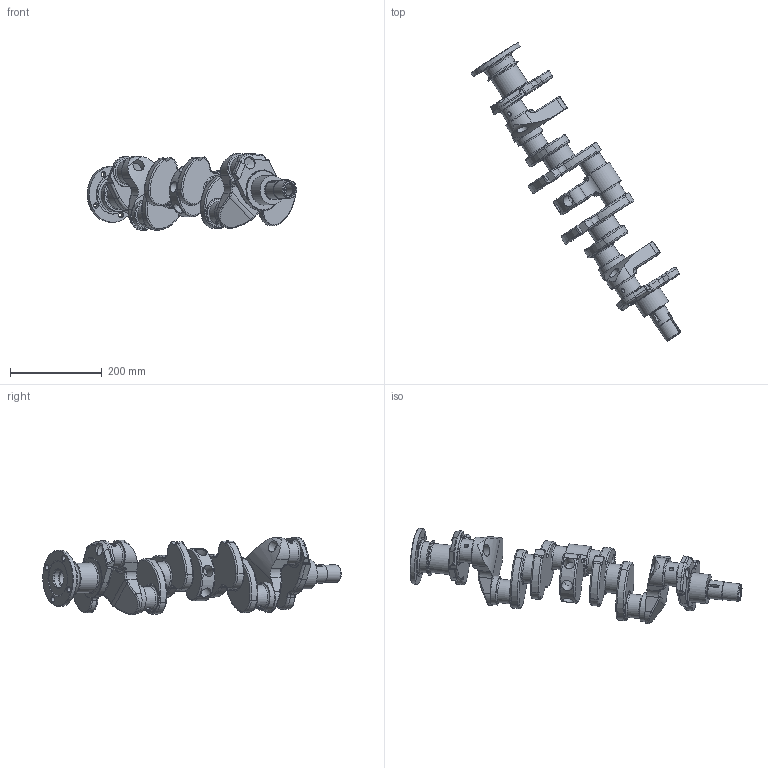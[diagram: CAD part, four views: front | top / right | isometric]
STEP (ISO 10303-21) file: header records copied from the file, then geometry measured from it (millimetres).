
FILE_DESCRIPTION(('STEP AP242'), '1');
FILE_NAME('Crankshaft_GAZ-51', '2020-03-15T12:43:32', (''), (''), 'ASCON STEP Converter 1.6', 'ASCON Math Kernel', '');
FILE_SCHEMA(('AP242_MANAGED_MODEL_BASED_3D_ENGINEERING_MIM_LF { 1 0 10303 442 1 1 4 }'));
Length unit declared in the file: millimetre
Products named in the file (2): 11-6303-ﾀ3
Assembly tree (1 placements, depth 2):
  (unnamed)
    11-6303-ﾀ3
Bounding box: 457.04 x 649.98 x 168.12 mm (x, y, z)
Volume: 3861413 mm3; surface area: 422357.8 mm2
Topology: 1 solids, 1 shells, 496 faces, 1298 edges, 811 vertices
Faces by surface type: cylinder 171, torus 133, plane 94, bspline 49, cone 47, sphere 2
Full cylindrical faces by diameter (mm): 7.5 x8, 10 x2, 12 x4, 20 x1, 24.6 x3, 24.835 x1, 26 x6, 28 x1, 36 x1, 38 x1, 40 x2, 51.5 x6, 62.5 x2, 64 x4, 68 x1, 78 x1, 86 x1, 122 x1
Entity records: 31289 total; most frequent: CARTESIAN_POINT 15786, DIRECTION 2446, ORIENTED_EDGE 2304, EDGE_CURVE 1152, AXIS2_PLACEMENT_3D 1094, VERTEX_POINT 789, CIRCLE 645, EDGE_LOOP 643
